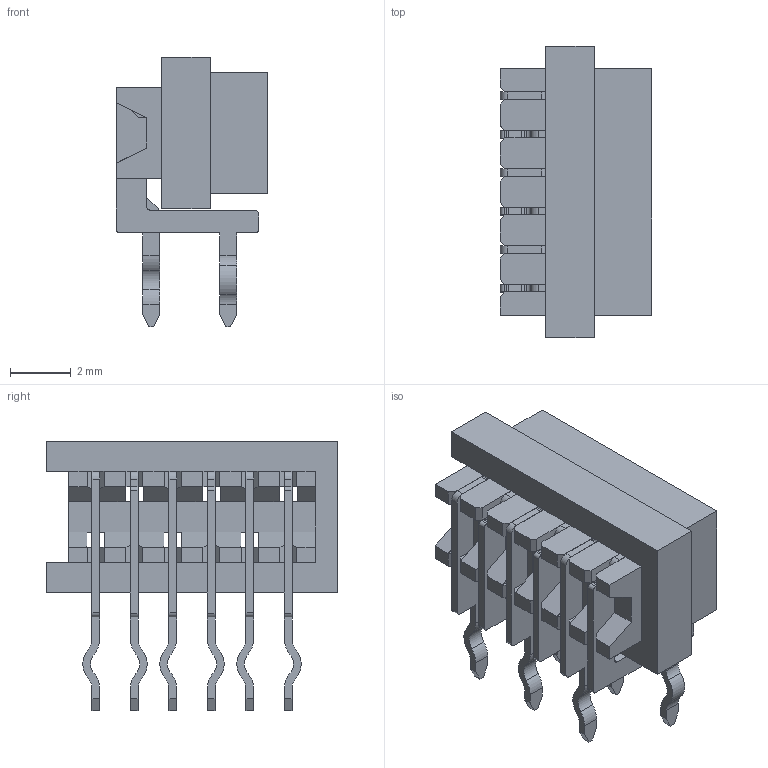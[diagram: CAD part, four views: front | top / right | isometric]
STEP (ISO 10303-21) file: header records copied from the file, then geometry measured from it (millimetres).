
FILE_DESCRIPTION(/* description */ ('Unknown'),/* implementation_level */ '2;1');
FILE_NAME(/* name */ 'J_Wurth_WR-MM_690368170672',/* time_stamp */ '2025-05-08T17:38:33+08:00',/* author */ ('Unknown'),/* organization */ ('Unknown'),/* preprocessor_version */ 'ST-DEVELOPER v19.4',/* originating_system */ 'Solid Edge',/* authorisation */ 'Unknown');
FILE_SCHEMA (('AUTOMOTIVE_DESIGN {1 0 10303 214 3 1 1}'));
Length unit declared in the file: millimetre
Products named in the file (2): J_Wurth_WR-MM_690368170672
Assembly tree (1 placements, depth 2):
  J_Wurth_WR-MM_690368170672
    J_Wurth_WR-MM_690368170672
Bounding box: 5 x 9.62 x 8.9 mm (x, y, z)
Volume: 160.8 mm3; surface area: 610 mm2
Topology: 7 solids, 7 shells, 550 faces, 1576 edges, 1034 vertices
Faces by surface type: plane 400, cylinder 150
Entity records: 17948 total; most frequent: CARTESIAN_POINT 3162, ORIENTED_EDGE 3152, DIRECTION 2980, EDGE_CURVE 1576, LINE 1276, VECTOR 1276, VERTEX_POINT 1034, AXIS2_PLACEMENT_3D 852
